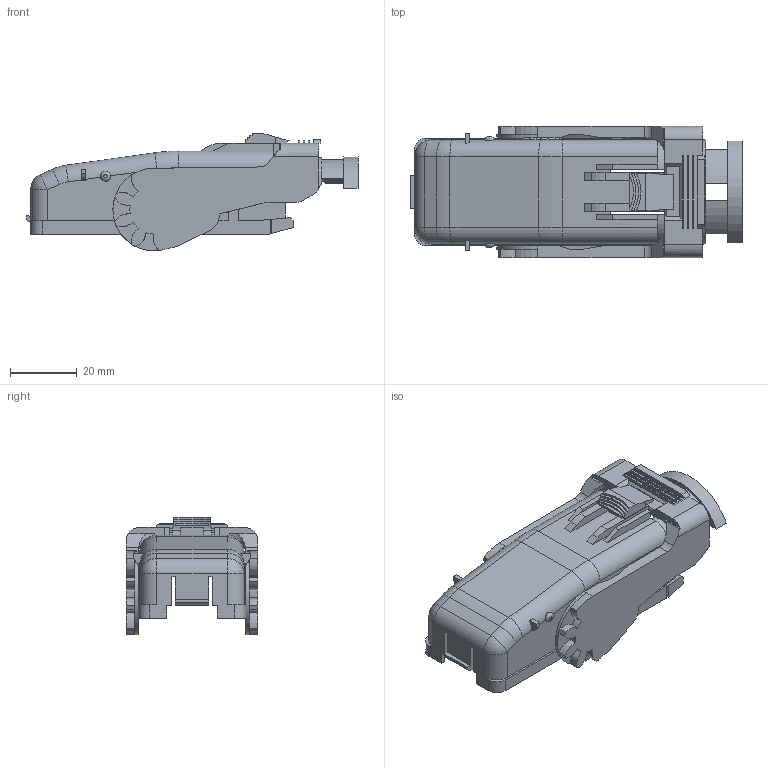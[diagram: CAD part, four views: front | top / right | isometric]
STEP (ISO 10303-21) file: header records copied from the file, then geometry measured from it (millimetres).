
FILE_DESCRIPTION(/* description */ (''),/* implementation_level */ '2;1');
FILE_NAME(/* name */ '13955045-ENV10_01-COV.stp',/* time_stamp */ '2024-01-25T10:44:53+08:00',/* author */ (''),/* organization */ (''),/* preprocessor_version */ 'ST-DEVELOPER v16',/* originating_system */ 'SIEMENS PLM Software NX 11.0',/* authorisation */ '');
FILE_SCHEMA (('AUTOMOTIVE_DESIGN { 1 0 10303 214 3 1 1 1 }'));
Length unit declared in the file: millimetre
Products named in the file (1): 13955045-ENV10_01-COV
Bounding box: 99.4 x 39.3 x 35.27 mm (x, y, z)
Volume: 19397.2 mm3; surface area: 20122.3 mm2
Topology: 1 solids, 1 shells, 392 faces, 1154 edges, 751 vertices
Faces by surface type: plane 252, cylinder 83, bspline 36, torus 14, sphere 4, extrusion 2, cone 1
Full cylindrical faces by diameter (mm): 3 x2, 5.3 x1, 5.9 x1
Entity records: 14311 total; most frequent: CARTESIAN_POINT 4115, ORIENTED_EDGE 2280, DIRECTION 1948, EDGE_CURVE 1140, VECTOR 762, LINE 760, VERTEX_POINT 745, AXIS2_PLACEMENT_3D 593
